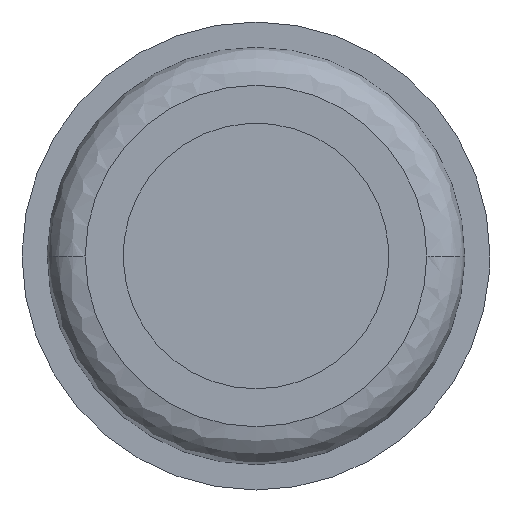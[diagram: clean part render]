
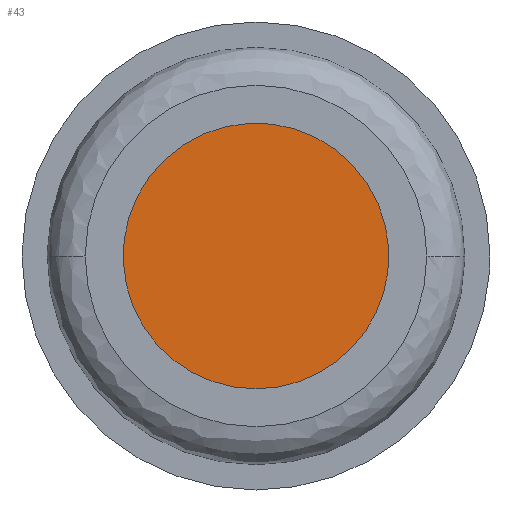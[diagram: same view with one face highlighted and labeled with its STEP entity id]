
A CAD part, front view. The second image highlights one B-rep face of the part: STEP entity #43.
In plain terms, the highlighted planar face has unit normal (0, -1, 0).
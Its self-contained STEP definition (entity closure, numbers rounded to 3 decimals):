
#43=ADVANCED_FACE('',(#93),#92,.F.);
#92=PLANE('',#284);
#93=FACE_OUTER_BOUND('',#285,.T.);
#281=CARTESIAN_POINT('',(-21.824,9.8,-13.65));
#282=DIRECTION('',(0.,1.,0.));
#283=DIRECTION('',(0.,0.,1.));
#284=AXIS2_PLACEMENT_3D('',#281,#282,#283);
#285=EDGE_LOOP('',(#531,#532,#533));
#531=ORIENTED_EDGE('',*,*,#663,.T.);
#532=ORIENTED_EDGE('',*,*,#664,.T.);
#533=ORIENTED_EDGE('',*,*,#665,.T.);
#663=EDGE_CURVE('',#831,#832,#833,.T.);
#664=EDGE_CURVE('',#832,#839,#840,.T.);
#665=EDGE_CURVE('',#839,#831,#846,.T.);
#831=VERTEX_POINT('',#1245);
#832=VERTEX_POINT('',#1246);
#833=CIRCLE('',#1250,10.5);
#839=VERTEX_POINT('',#1251);
#840=CIRCLE('',#1255,10.5);
#846=CIRCLE('',#1259,10.5);
#1245=CARTESIAN_POINT('',(0.,9.8,-10.5));
#1246=CARTESIAN_POINT('',(10.426,9.8,-1.241));
#1247=CARTESIAN_POINT('',(0.,9.8,0.));
#1248=DIRECTION('',(0.,-1.,0.));
#1249=DIRECTION('',(0.,0.,-1.));
#1250=AXIS2_PLACEMENT_3D('',#1247,#1248,#1249);
#1251=CARTESIAN_POINT('',(-10.427,9.8,1.239));
#1252=CARTESIAN_POINT('',(0.,9.8,0.));
#1253=DIRECTION('',(0.,-1.,0.));
#1254=DIRECTION('',(0.,0.,-1.));
#1255=AXIS2_PLACEMENT_3D('',#1252,#1253,#1254);
#1256=CARTESIAN_POINT('',(0.,9.8,0.));
#1257=DIRECTION('',(0.,-1.,0.));
#1258=DIRECTION('',(0.,0.,-1.));
#1259=AXIS2_PLACEMENT_3D('',#1256,#1257,#1258);
